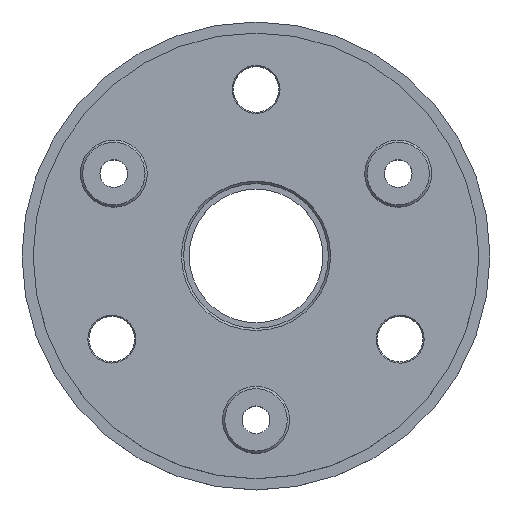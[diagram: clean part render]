
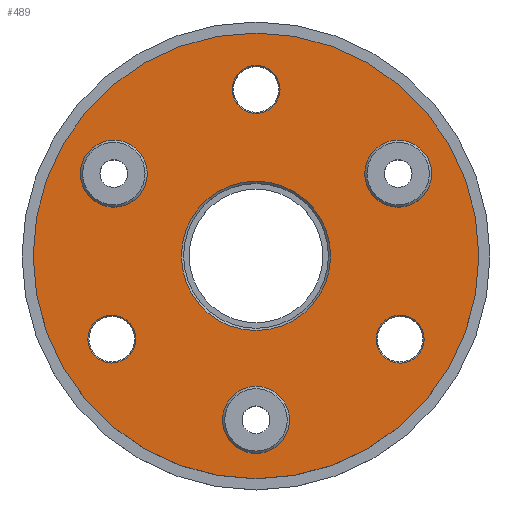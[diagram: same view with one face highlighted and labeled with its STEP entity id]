
A CAD part, top view. The second image highlights one B-rep face of the part: STEP entity #489.
In plain terms, the highlighted planar face has unit normal (0, 0, 1).
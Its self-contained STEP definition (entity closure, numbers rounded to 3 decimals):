
#29=FACE_BOUND('',#122,.T.);
#30=FACE_BOUND('',#123,.T.);
#31=FACE_BOUND('',#124,.T.);
#32=FACE_BOUND('',#125,.T.);
#33=FACE_BOUND('',#126,.T.);
#34=FACE_BOUND('',#127,.T.);
#35=FACE_BOUND('',#128,.T.);
#42=PLANE('',#568);
#79=FACE_OUTER_BOUND('',#121,.T.);
#121=EDGE_LOOP('',(#412));
#122=EDGE_LOOP('',(#413));
#123=EDGE_LOOP('',(#414));
#124=EDGE_LOOP('',(#415));
#125=EDGE_LOOP('',(#416));
#126=EDGE_LOOP('',(#417));
#127=EDGE_LOOP('',(#418));
#128=EDGE_LOOP('',(#419));
#193=CIRCLE('',#519,3.);
#197=CIRCLE('',#526,3.);
#201=CIRCLE('',#533,3.);
#221=CIRCLE('',#566,6.7);
#223=CIRCLE('',#569,20.);
#224=CIRCLE('',#570,2.15);
#225=CIRCLE('',#571,2.15);
#226=CIRCLE('',#572,2.15);
#231=VERTEX_POINT('',#766);
#235=VERTEX_POINT('',#779);
#239=VERTEX_POINT('',#792);
#259=VERTEX_POINT('',#856);
#261=VERTEX_POINT('',#862);
#262=VERTEX_POINT('',#864);
#263=VERTEX_POINT('',#866);
#264=VERTEX_POINT('',#868);
#271=EDGE_CURVE('',#231,#231,#193,.T.);
#277=EDGE_CURVE('',#235,#235,#197,.T.);
#283=EDGE_CURVE('',#239,#239,#201,.T.);
#313=EDGE_CURVE('',#259,#259,#221,.T.);
#316=EDGE_CURVE('',#261,#261,#223,.F.);
#317=EDGE_CURVE('',#262,#262,#224,.T.);
#318=EDGE_CURVE('',#263,#263,#225,.T.);
#319=EDGE_CURVE('',#264,#264,#226,.T.);
#412=ORIENTED_EDGE('',*,*,#316,.T.);
#413=ORIENTED_EDGE('',*,*,#317,.F.);
#414=ORIENTED_EDGE('',*,*,#318,.F.);
#415=ORIENTED_EDGE('',*,*,#283,.T.);
#416=ORIENTED_EDGE('',*,*,#271,.T.);
#417=ORIENTED_EDGE('',*,*,#277,.T.);
#418=ORIENTED_EDGE('',*,*,#319,.F.);
#419=ORIENTED_EDGE('',*,*,#313,.F.);
#489=ADVANCED_FACE('',(#79,#29,#30,#31,#32,#33,#34,#35),#42,.T.);
#519=AXIS2_PLACEMENT_3D('',#768,#600,#601);
#526=AXIS2_PLACEMENT_3D('',#781,#616,#617);
#533=AXIS2_PLACEMENT_3D('',#794,#632,#633);
#566=AXIS2_PLACEMENT_3D('',#857,#708,#709);
#568=AXIS2_PLACEMENT_3D('',#861,#713,#714);
#569=AXIS2_PLACEMENT_3D('',#863,#715,#716);
#570=AXIS2_PLACEMENT_3D('',#865,#717,#718);
#571=AXIS2_PLACEMENT_3D('',#867,#719,#720);
#572=AXIS2_PLACEMENT_3D('',#869,#721,#722);
#600=DIRECTION('center_axis',(0.,0.,-1.));
#601=DIRECTION('ref_axis',(1.,0.,0.));
#616=DIRECTION('center_axis',(0.,0.,-1.));
#617=DIRECTION('ref_axis',(1.,0.,0.));
#632=DIRECTION('center_axis',(0.,0.,-1.));
#633=DIRECTION('ref_axis',(1.,0.,0.));
#708=DIRECTION('center_axis',(0.,0.,1.));
#709=DIRECTION('ref_axis',(1.,0.,0.));
#713=DIRECTION('center_axis',(0.,0.,1.));
#714=DIRECTION('ref_axis',(1.,0.,0.));
#715=DIRECTION('center_axis',(0.,0.,-1.));
#716=DIRECTION('ref_axis',(1.,0.,0.));
#717=DIRECTION('center_axis',(0.,0.,1.));
#718=DIRECTION('ref_axis',(1.,0.,0.));
#719=DIRECTION('center_axis',(0.,0.,1.));
#720=DIRECTION('ref_axis',(1.,0.,0.));
#721=DIRECTION('center_axis',(0.,0.,1.));
#722=DIRECTION('ref_axis',(1.,0.,0.));
#766=CARTESIAN_POINT('',(9.76,7.367,7.5));
#768=CARTESIAN_POINT('Origin',(12.76,7.367,7.5));
#779=CARTESIAN_POINT('',(-15.76,7.367,7.5));
#781=CARTESIAN_POINT('Origin',(-12.76,7.367,7.5));
#792=CARTESIAN_POINT('',(-3.,-14.734,7.5));
#794=CARTESIAN_POINT('Origin',(0.,-14.734,
7.5));
#856=CARTESIAN_POINT('',(-6.7,0.,7.5));
#857=CARTESIAN_POINT('Origin',(0.,0.,7.5));
#861=CARTESIAN_POINT('Origin',(0.,0.,7.5));
#862=CARTESIAN_POINT('',(-20.,0.,7.5));
#863=CARTESIAN_POINT('Origin',(0.,0.,7.5));
#864=CARTESIAN_POINT('',(-2.145,14.94,7.5));
#865=CARTESIAN_POINT('Origin',(0.005,14.94,7.5));
#866=CARTESIAN_POINT('',(-15.091,-7.466,7.5));
#867=CARTESIAN_POINT('Origin',(-12.941,-7.466,7.5));
#868=CARTESIAN_POINT('',(10.786,-7.474,7.5));
#869=CARTESIAN_POINT('Origin',(12.936,-7.474,7.5));
